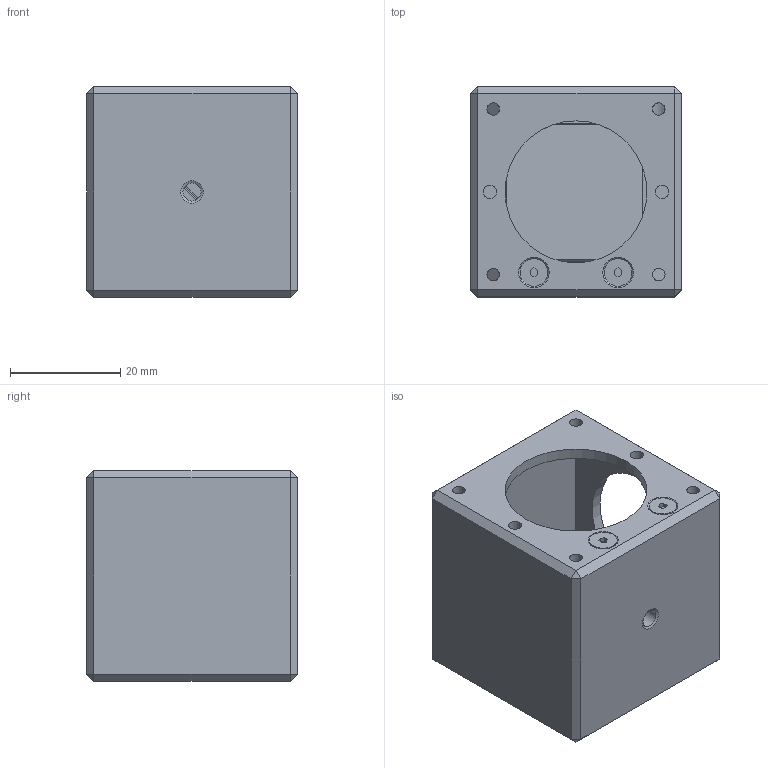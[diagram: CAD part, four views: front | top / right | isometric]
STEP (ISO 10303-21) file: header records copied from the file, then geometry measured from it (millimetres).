
FILE_DESCRIPTION(/* description */ (''),/* implementation_level */ '2;1');
FILE_NAME(/* name */ 'CCM1-P01_M-Step.step',/* time_stamp */ '2024-06-17T21:38:05-04:00',/* author */ (''),/* organization */ (''),/* preprocessor_version */ 'ST-DEVELOPER v20',/* originating_system */ 'Autodesk Translation Framework v12.20.1.177',/* authorisation */ '');
FILE_SCHEMA (('AUTOMOTIVE_DESIGN { 1 0 10303 214 3 1 1 }'));
Length unit declared in the file: inch
Products named in the file (1): CCM1-P01_M-Step
Bounding box: 38.1 x 38.1 x 38.1 mm (x, y, z)
Volume: 28050.3 mm3; surface area: 21748.7 mm2
Topology: 11 solids, 11 shells, 789 faces, 2183 edges, 1509 vertices
Faces by surface type: plane 510, bspline 212, cylinder 45, cone 22
Full cylindrical faces by diameter (mm): 2.05 x4, 2.261 x8, 2.405 x4, 2.5 x4, 2.9 x4, 3.3 x1, 5 x4, 25.705 x2
Entity records: 37311 total; most frequent: CARTESIAN_POINT 18474, ORIENTED_EDGE 4350, DIRECTION 2912, EDGE_CURVE 2175, LINE 1546, VECTOR 1546, VERTEX_POINT 1509, EDGE_LOOP 920
